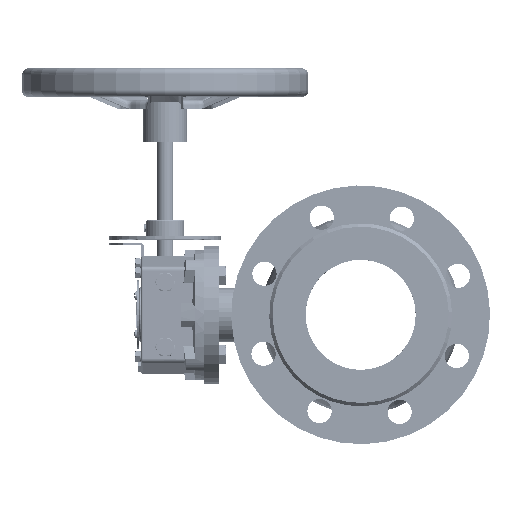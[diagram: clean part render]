
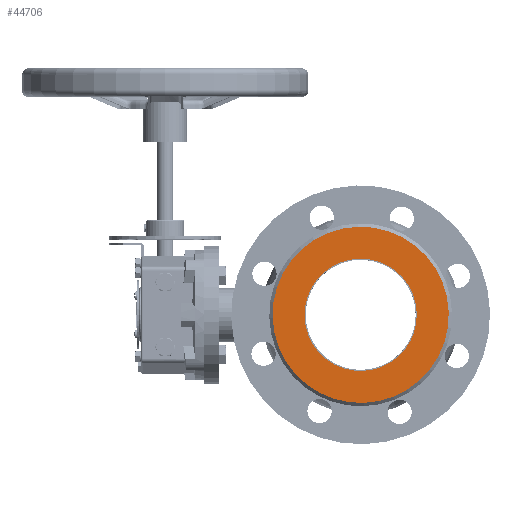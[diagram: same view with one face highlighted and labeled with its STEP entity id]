
A CAD part, left-side view. The second image highlights one B-rep face of the part: STEP entity #44706.
In plain terms, the highlighted face is planar.
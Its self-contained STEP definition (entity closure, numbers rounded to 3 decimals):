
#594 = FACE_BOUND ( 'NONE', #35781, .T. ) ;
#2733 = EDGE_CURVE ( 'NONE', #59617, #83810, #117587, .T. ) ;
#4750 = CIRCLE ( 'NONE', #125965, 80. ) ;
#5702 = DIRECTION ( 'NONE',  ( 1., 0., 0. ) ) ;
#21830 = ORIENTED_EDGE ( 'NONE', *, *, #185000, .F. ) ;
#23779 = DIRECTION ( 'NONE',  ( 1., 0., 0. ) ) ;
#35711 = AXIS2_PLACEMENT_3D ( 'NONE', #66893, #93499, #183636 ) ;
#35781 = EDGE_LOOP ( 'NONE', ( #89977, #21830 ) ) ;
#39745 = CARTESIAN_POINT ( 'NONE',  ( -51., 0., 26. ) ) ;
#41607 = EDGE_LOOP ( 'NONE', ( #156837, #47579 ) ) ;
#41922 = VERTEX_POINT ( 'NONE', #165399 ) ;
#43198 = DIRECTION ( 'NONE',  ( 1., 0., 0. ) ) ;
#44706 = ADVANCED_FACE ( 'NONE', ( #114439, #594 ), #57477, .T. ) ;
#47342 = CIRCLE ( 'NONE', #71630, 51. ) ;
#47579 = ORIENTED_EDGE ( 'NONE', *, *, #2733, .T. ) ;
#50212 = EDGE_CURVE ( 'NONE', #83810, #59617, #4750, .T. ) ;
#51709 = AXIS2_PLACEMENT_3D ( 'NONE', #58434, #69880, #43198 ) ;
#53932 = CARTESIAN_POINT ( 'NONE',  ( -80., 0., 26. ) ) ;
#56274 = EDGE_CURVE ( 'NONE', #41922, #122366, #47342, .T. ) ;
#57477 = PLANE ( 'NONE',  #51709 ) ;
#58434 = CARTESIAN_POINT ( 'NONE',  ( 0., 0., 26. ) ) ;
#59617 = VERTEX_POINT ( 'NONE', #60529 ) ;
#60529 = CARTESIAN_POINT ( 'NONE',  ( 80., 0., 26. ) ) ;
#64675 = DIRECTION ( 'NONE',  ( 0., 0., 1. ) ) ;
#65063 = DIRECTION ( 'NONE',  ( 1., 0., 0. ) ) ;
#65993 = DIRECTION ( 'NONE',  ( 0., 0., 1. ) ) ;
#66893 = CARTESIAN_POINT ( 'NONE',  ( 0., 0., 26. ) ) ;
#69880 = DIRECTION ( 'NONE',  ( 0., 0., 1. ) ) ;
#71630 = AXIS2_PLACEMENT_3D ( 'NONE', #154243, #65993, #65063 ) ;
#83810 = VERTEX_POINT ( 'NONE', #53932 ) ;
#89977 = ORIENTED_EDGE ( 'NONE', *, *, #56274, .F. ) ;
#91190 = CIRCLE ( 'NONE', #115438, 51. ) ;
#93499 = DIRECTION ( 'NONE',  ( 0., 0., 1. ) ) ;
#114439 = FACE_OUTER_BOUND ( 'NONE', #41607, .T. ) ;
#115438 = AXIS2_PLACEMENT_3D ( 'NONE', #139598, #64675, #23779 ) ;
#117587 = CIRCLE ( 'NONE', #35711, 80. ) ;
#122366 = VERTEX_POINT ( 'NONE', #39745 ) ;
#125965 = AXIS2_PLACEMENT_3D ( 'NONE', #135705, #162370, #5702 ) ;
#135705 = CARTESIAN_POINT ( 'NONE',  ( 0., 0., 26. ) ) ;
#139598 = CARTESIAN_POINT ( 'NONE',  ( 0., 0., 26. ) ) ;
#154243 = CARTESIAN_POINT ( 'NONE',  ( 0., 0., 26. ) ) ;
#156837 = ORIENTED_EDGE ( 'NONE', *, *, #50212, .T. ) ;
#162370 = DIRECTION ( 'NONE',  ( 0., 0., 1. ) ) ;
#165399 = CARTESIAN_POINT ( 'NONE',  ( 51., 0., 26. ) ) ;
#183636 = DIRECTION ( 'NONE',  ( 1., 0., 0. ) ) ;
#185000 = EDGE_CURVE ( 'NONE', #122366, #41922, #91190, .T. ) ;
